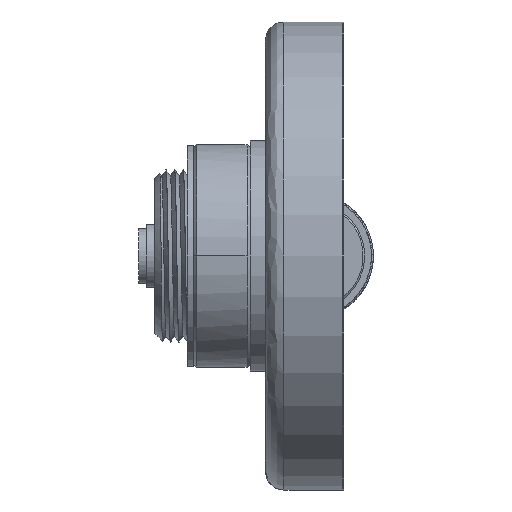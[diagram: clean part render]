
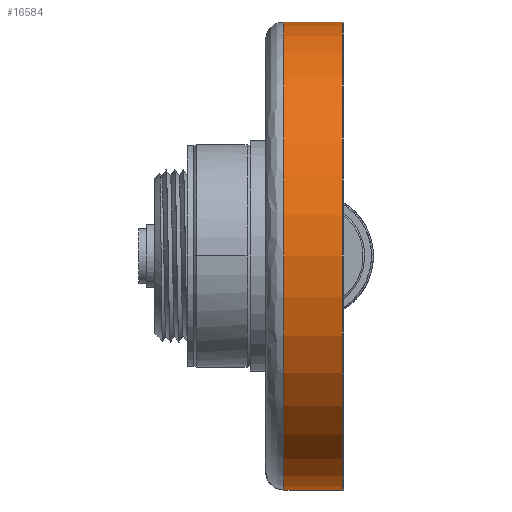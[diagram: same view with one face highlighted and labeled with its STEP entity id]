
A CAD part, left-side view. The second image highlights one B-rep face of the part: STEP entity #16584.
In plain terms, the highlighted cylindrical face has radius 38 mm (diameter 76 mm), a partial arc.
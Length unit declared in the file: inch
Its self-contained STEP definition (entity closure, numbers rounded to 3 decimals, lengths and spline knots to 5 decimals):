
#6225 = DIRECTION ( 'NONE',  ( 0., 1., 0. ) ) ;
#9393 = ORIENTED_EDGE ( 'NONE', *, *, #10062, .F. ) ;
#9951 = FACE_OUTER_BOUND ( 'NONE', #20212, .T. ) ;
#10062 = EDGE_CURVE ( 'NONE', #98381, #73923, #17075, .T. ) ;
#10549 = CARTESIAN_POINT ( 'NONE',  ( 0., 0.37402, -1.49606 ) ) ;
#14667 = CARTESIAN_POINT ( 'NONE',  ( 0., 0.37402, 0. ) ) ;
#15847 = CARTESIAN_POINT ( 'NONE',  ( 0., 0.49213, -1.49606 ) ) ;
#16584 = ADVANCED_FACE ( 'NONE', ( #9951 ), #84713, .T. ) ;
#17075 = CIRCLE ( 'NONE', #17299, 1.49606 ) ;
#17299 = AXIS2_PLACEMENT_3D ( 'NONE', #14667, #55211, #47696 ) ;
#19611 = VECTOR ( 'NONE', #64470, 39.37008 ) ;
#20151 = ORIENTED_EDGE ( 'NONE', *, *, #24678, .F. ) ;
#20212 = EDGE_LOOP ( 'NONE', ( #20151, #9393, #46476, #45639 ) ) ;
#23798 = LINE ( 'NONE', #15847, #19611 ) ;
#24678 = EDGE_CURVE ( 'NONE', #73923, #61274, #103019, .T. ) ;
#27502 = DIRECTION ( 'NONE',  ( 0., -1., 0. ) ) ;
#29013 = CARTESIAN_POINT ( 'NONE',  ( 0., 0., -1.49606 ) ) ;
#29153 = DIRECTION ( 'NONE',  ( 0., 0., -1. ) ) ;
#37180 = CARTESIAN_POINT ( 'NONE',  ( 0., 0., 0. ) ) ;
#43966 = AXIS2_PLACEMENT_3D ( 'NONE', #58014, #27502, #83659 ) ;
#45639 = ORIENTED_EDGE ( 'NONE', *, *, #87695, .T. ) ;
#46476 = ORIENTED_EDGE ( 'NONE', *, *, #51279, .T. ) ;
#47696 = DIRECTION ( 'NONE',  ( 0., 0., 1. ) ) ;
#51067 = AXIS2_PLACEMENT_3D ( 'NONE', #37180, #6225, #29153 ) ;
#51279 = EDGE_CURVE ( 'NONE', #98381, #93793, #23798, .T. ) ;
#55211 = DIRECTION ( 'NONE',  ( 0., 1., 0. ) ) ;
#56515 = CARTESIAN_POINT ( 'NONE',  ( 0., 0.49213, 1.49606 ) ) ;
#57759 = VECTOR ( 'NONE', #88620, 39.37008 ) ;
#58014 = CARTESIAN_POINT ( 'NONE',  ( 0., 0.49213, 0. ) ) ;
#61274 = VERTEX_POINT ( 'NONE', #101799 ) ;
#64470 = DIRECTION ( 'NONE',  ( 0., -1., 0. ) ) ;
#73923 = VERTEX_POINT ( 'NONE', #93817 ) ;
#83659 = DIRECTION ( 'NONE',  ( 0., 0., -1. ) ) ;
#84713 = CYLINDRICAL_SURFACE ( 'NONE', #43966, 1.49606 ) ;
#87695 = EDGE_CURVE ( 'NONE', #93793, #61274, #93870, .T. ) ;
#88620 = DIRECTION ( 'NONE',  ( 0., -1., 0. ) ) ;
#93793 = VERTEX_POINT ( 'NONE', #29013 ) ;
#93817 = CARTESIAN_POINT ( 'NONE',  ( 0., 0.37402, 1.49606 ) ) ;
#93870 = CIRCLE ( 'NONE', #51067, 1.49606 ) ;
#98381 = VERTEX_POINT ( 'NONE', #10549 ) ;
#101799 = CARTESIAN_POINT ( 'NONE',  ( 0., 0., 1.49606 ) ) ;
#103019 = LINE ( 'NONE', #56515, #57759 ) ;
